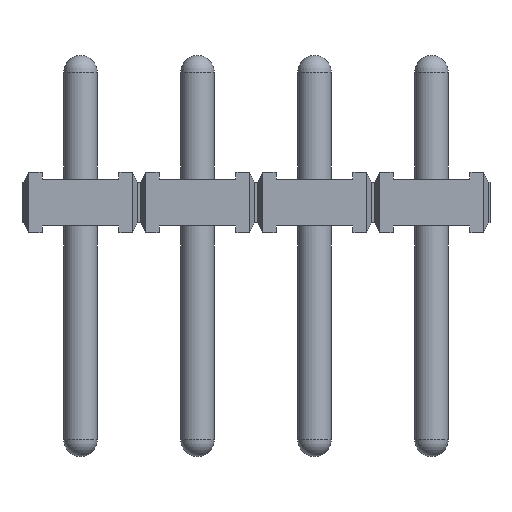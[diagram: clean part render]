
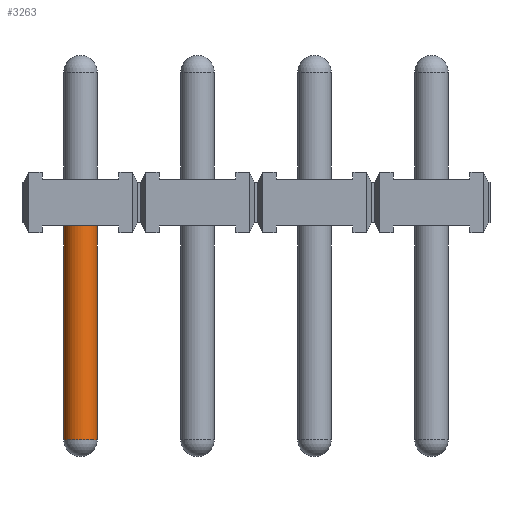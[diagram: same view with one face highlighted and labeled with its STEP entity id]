
A CAD part, left-side view. The second image highlights one B-rep face of the part: STEP entity #3263.
In plain terms, the highlighted cylindrical face has radius 0.5 mm (diameter 1 mm), a partial arc.
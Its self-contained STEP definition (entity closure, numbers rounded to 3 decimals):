
#1069=CARTESIAN_POINT('',(1.4,-1.75,0.2));
#1070=DIRECTION('',(0.,0.,1.));
#1071=DIRECTION('',(0.,1.,0.));
#1072=AXIS2_PLACEMENT_3D('',#1069,#1070,#1071);
#1083=CARTESIAN_POINT('',(1.4,-1.75,-6.2));
#1084=DIRECTION('',(0.,0.,1.));
#1085=DIRECTION('',(0.,1.,0.));
#1086=AXIS2_PLACEMENT_3D('',#1083,#1084,#1085);
#1088=DIRECTION('',(0.,0.,1.));
#1089=VECTOR('',#1088,6.4);
#1090=CARTESIAN_POINT('',(1.4,-1.25,-6.2));
#1091=LINE('',#1090,#1089);
#1097=DIRECTION('',(0.,0.,1.));
#1098=VECTOR('',#1097,6.4);
#1099=CARTESIAN_POINT('',(1.4,-2.25,-6.2));
#1100=LINE('',#1099,#1098);
#1426=CARTESIAN_POINT('',(1.4,-1.25,-6.2));
#1428=VERTEX_POINT('',#1426);
#1433=CARTESIAN_POINT('',(1.4,-2.25,-6.2));
#1434=VERTEX_POINT('',#1433);
#1437=CARTESIAN_POINT('',(1.4,-1.25,0.2));
#1438=CARTESIAN_POINT('',(1.4,-2.25,0.2));
#1439=VERTEX_POINT('',#1437);
#1440=VERTEX_POINT('',#1438);
#3249=CARTESIAN_POINT('',(1.4,-1.75,-7.3));
#3250=DIRECTION('',(0.,0.,1.));
#3251=DIRECTION('',(0.,1.,0.));
#3252=AXIS2_PLACEMENT_3D('',#3249,#3250,#3251);
#3253=CYLINDRICAL_SURFACE('',#3252,0.5);
#3254=ORIENTED_EDGE('',*,*,#3230,.T.);
#3256=ORIENTED_EDGE('',*,*,#3255,.F.);
#3258=ORIENTED_EDGE('',*,*,#3257,.F.);
#3260=ORIENTED_EDGE('',*,*,#3259,.T.);
#3261=EDGE_LOOP('',(#3254,#3256,#3258,#3260));
#3262=FACE_OUTER_BOUND('',#3261,.F.);
#3263=ADVANCED_FACE('',(#3262),#3253,.T.);
#1073=CIRCLE('',#1072,0.5);
#1087=CIRCLE('',#1086,0.5);
#3230=EDGE_CURVE('',#1439,#1440,#1073,.T.);
#3255=EDGE_CURVE('',#1434,#1440,#1100,.T.);
#3257=EDGE_CURVE('',#1428,#1434,#1087,.T.);
#3259=EDGE_CURVE('',#1428,#1439,#1091,.T.);
